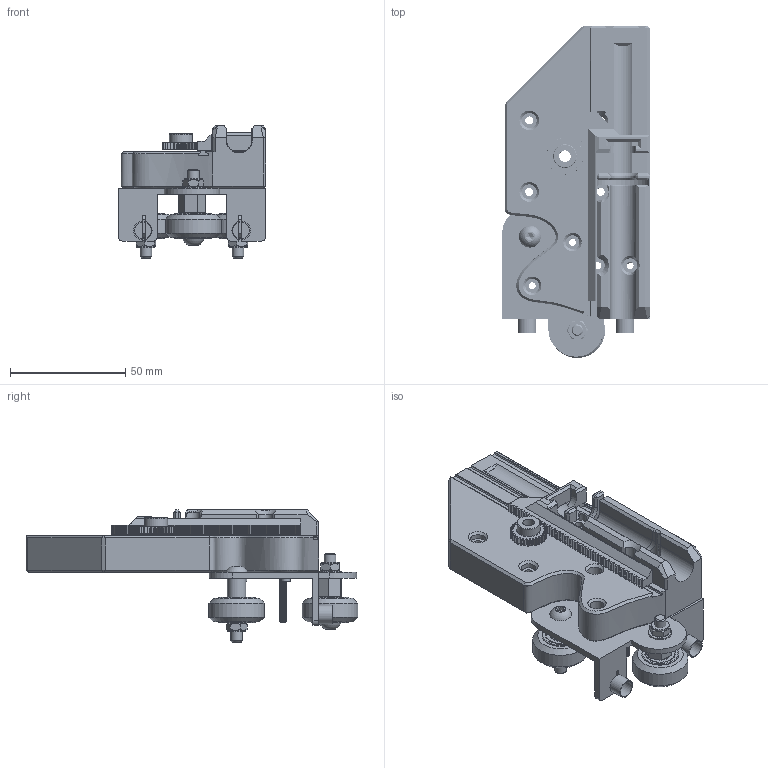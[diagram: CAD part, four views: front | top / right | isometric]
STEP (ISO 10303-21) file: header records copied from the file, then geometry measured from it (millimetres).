
FILE_DESCRIPTION(/* description */ (''),/* implementation_level */ '2;1');
FILE_NAME(/* name */ '3mL Plastic Syringe Head_v15.step',/* time_stamp */ '2023-08-31T11:33:18-07:00',/* author */ (''),/* organization */ (''),/* preprocessor_version */ 'ST-DEVELOPER v20',/* originating_system */ 'Autodesk Translation Framework v12.9.0.99',/* authorisation */ '');
FILE_SCHEMA (('AUTOMOTIVE_DESIGN { 1 0 10303 214 3 1 1 }'));
Products named in the file (23): 3mL Plastic Syringe Head; Ender Carriage; Component12; V Wheel Component; Eccentric column; M5 washer; V Wheel Component_1; M5 Self-locking nut; V Wheel Component_2; Rollers; M5 washer1; 625pillow; M5X30 Pan Head Screw; Spacers for rollers; Copper Covers; Metal Mounting Bracket; Syringe Head; Syringe Holder; Plunger Holder; 20 Degree Pressure Angle Gear Rack v1; Ender3 Extruder Motor v4 (1); 20 Degree Pressure Angle Plastic Gear v1 (1); 92095A185_Button Head Hex Drive Screw
Assembly tree (37 placements, depth 4):
  3mL Plastic Syringe Head
    Ender Carriage
      Component12
      M5X30 Pan Head Screw  x3
      M5 Self-locking nut  x3
      V Wheel Component
        Rollers
        M5 washer1
        625pillow  x2
      Eccentric column
      M5 washer
      Spacers for rollers  x2
      Copper Covers  x2
      V Wheel Component_1
        Rollers
        M5 washer1
        625pillow  x2
      V Wheel Component_2
        Rollers
        M5 washer1
        625pillow  x2
      Metal Mounting Bracket
    Syringe Head
      Syringe Holder
      Plunger Holder
        20 Degree Pressure Angle Gear Rack v1
      Ender3 Extruder Motor v4 (1)
        20 Degree Pressure Angle Plastic Gear v1 (1)
    92095A185_Button Head Hex Drive Screw
Bounding box: 64.1 x 144.05 x 57.36 mm (x, y, z)
Volume: 124303.4 mm3; surface area: 61223.1 mm2
Topology: 107 solids, 108 shells, 2419 faces, 6850 edges, 4489 vertices
Faces by surface type: plane 1151, cylinder 709, sphere 220, torus 174, cone 139, bspline 26
Full cylindrical faces by diameter (mm): 0.197 x6, 0.277 x6, 2.35 x38, 3 x42, 3.2 x2, 3.4 x2, 3.5 x3, 4 x2, 4.134 x3, 5 x16, 5.2 x1, 5.4 x2, 5.5 x3, 5.6 x2, 5.7 x1, 6 x3, 6.2 x2, 6.5 x3, 7.2 x5, 7.78 x6, 8 x4, 8.4 x12, 8.925 x6, 8.964 x12, 10 x4, 10.2 x1, 11.5 x1, 12.075 x6, 12.6 x12, 13.134 x12
Entity records: 53181 total; most frequent: CARTESIAN_POINT 19667, ORIENTED_EDGE 7004, DIRECTION 6835, EDGE_CURVE 3503, AXIS2_PLACEMENT_3D 2465, VERTEX_POINT 2333, LINE 1905, VECTOR 1905
